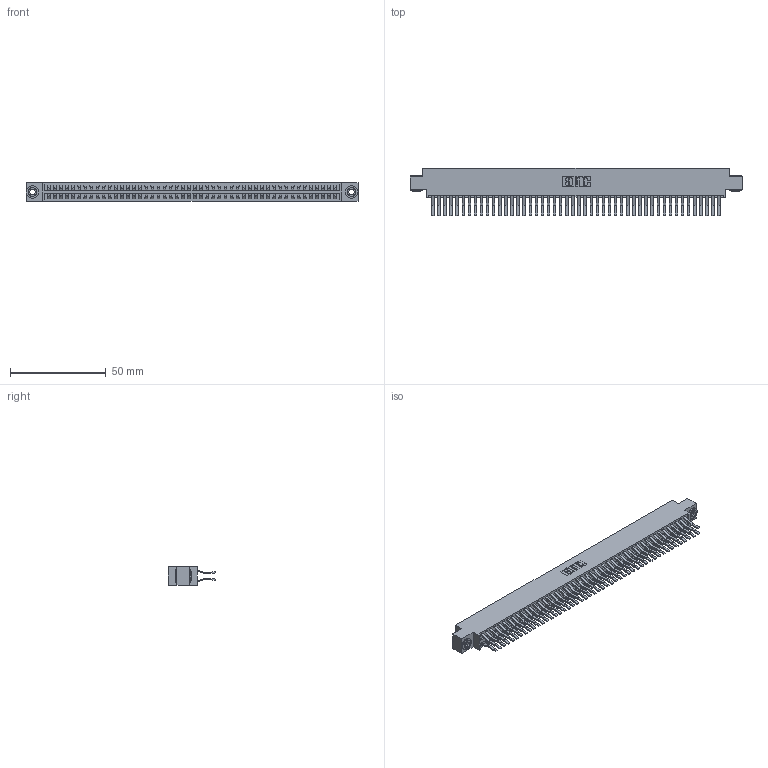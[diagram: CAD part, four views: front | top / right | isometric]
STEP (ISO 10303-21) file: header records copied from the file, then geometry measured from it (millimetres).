
FILE_DESCRIPTION (( 'STEP AP203' ), '1' );
FILE_NAME ('396-096-560-803.STEP', '2019-11-02T16:52:39', ( '' ), ( '' ), 'SwSTEP 2.0', 'SolidWorks 2016', '' );
FILE_SCHEMA (( 'CONFIG_CONTROL_DESIGN' ));
Length unit declared in the file: inch
Products named in the file (4): 346 Part_0.170 Offset - 0.156 Dia-TH; 345-292-001_560 Tail; 345-250-002_345-250-002-102; 396-096-560-803
Assembly tree (99 placements, depth 2):
  396-096-560-803
    346 Part_0.170 Offset - 0.156 Dia-TH
    345-292-001_560 Tail  x96
    345-250-002_345-250-002-102  x2
Bounding box: 172.97 x 24.78 x 9.4 mm (x, y, z)
Volume: 17407.7 mm3; surface area: 26095 mm2
Topology: 99 solids, 99 shells, 5348 faces, 15873 edges, 10450 vertices
Faces by surface type: plane 3450, cylinder 1890, cone 8
Entity records: 31388 total; most frequent: CARTESIAN_POINT 5143, ORIENTED_EDGE 5070, DIRECTION 4617, EDGE_CURVE 2535, VECTOR 2183, LINE 2183, VERTEX_POINT 1686, AXIS2_PLACEMENT_3D 1217
